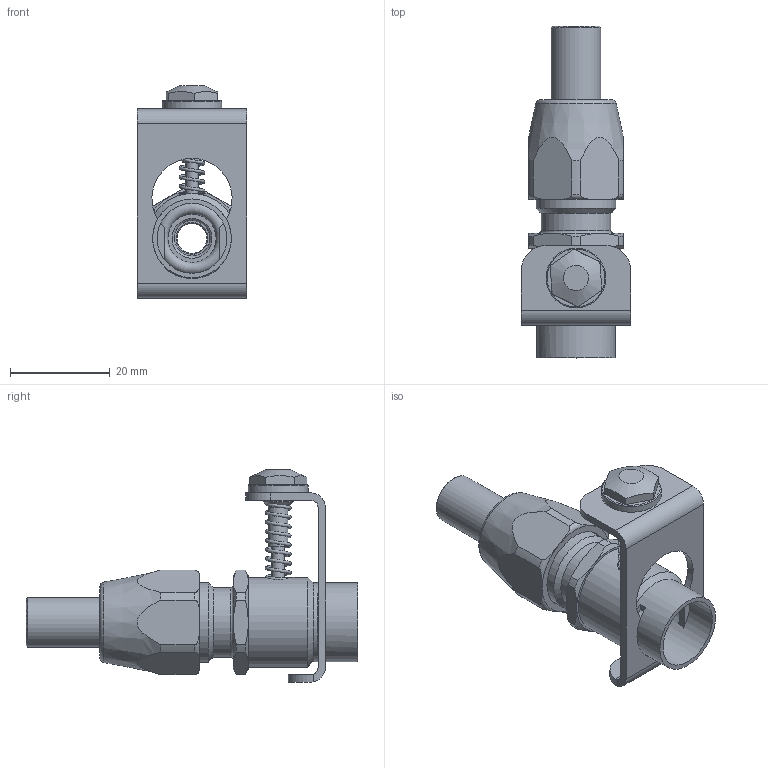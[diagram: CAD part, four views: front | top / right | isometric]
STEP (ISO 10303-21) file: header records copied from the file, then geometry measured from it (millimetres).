
FILE_DESCRIPTION(/* description */ (''),/* implementation_level */ '2;1');
FILE_NAME(/* name */ '800070.stp',/* time_stamp */ '2018-07-12T12:51:25+02:00',/* author */ ('sgs'),/* organization */ (''),/* preprocessor_version */ 'ST-DEVELOPER v16.5',/* originating_system */ 'Autodesk Inventor 2017',/* authorisation */ '');
FILE_SCHEMA (('AUTOMOTIVE_DESIGN { 1 0 10303 214 3 1 1 }'));
Products named in the file (13): 800070; 800171; 800171-1; 800371; 800187; 800181; 800480; 800180; 400831; 800830-1; 600825-1; 600074; 600072
Assembly tree (12 placements, depth 4):
  800070
    800171
      800171-1
        800371
        800187
      800181
      800480
      800180
      400831
    800830-1
    600825-1
    600074
    600072
Bounding box: 22 x 66.6 x 42.6 mm (x, y, z)
Volume: 11767.2 mm3; surface area: 11830.1 mm2
Topology: 10 solids, 10 shells, 154 faces, 352 edges, 219 vertices
Faces by surface type: plane 60, cylinder 49, cone 31, torus 11, sphere 2, bspline 1
Full cylindrical faces by diameter (mm): 2.4 x1, 2.48 x1, 2.5 x1, 3 x1, 3.9 x1, 5.2 x1, 5.5 x1, 6 x2, 6.4 x1, 8 x2, 10 x3, 10.2 x1, 12 x1, 14 x3, 14.3 x1, 14.5 x1, 15.8 x1, 16 x1, 16.3 x1, 18 x1
Entity records: 6328 total; most frequent: CARTESIAN_POINT 2748, DIRECTION 730, ORIENTED_EDGE 584, AXIS2_PLACEMENT_3D 317, EDGE_CURVE 292, EDGE_LOOP 225, VERTEX_POINT 209, FACE_OUTER_BOUND 154
